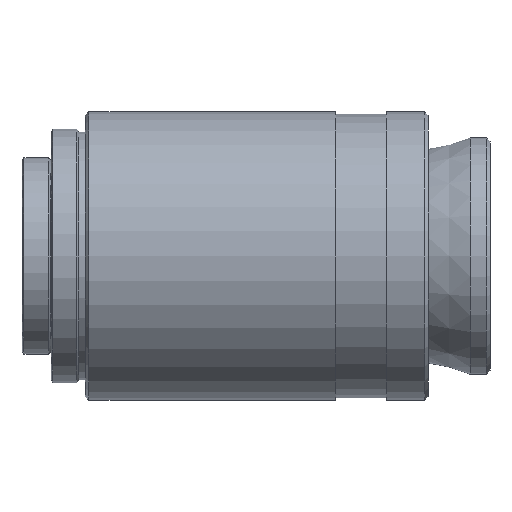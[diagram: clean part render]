
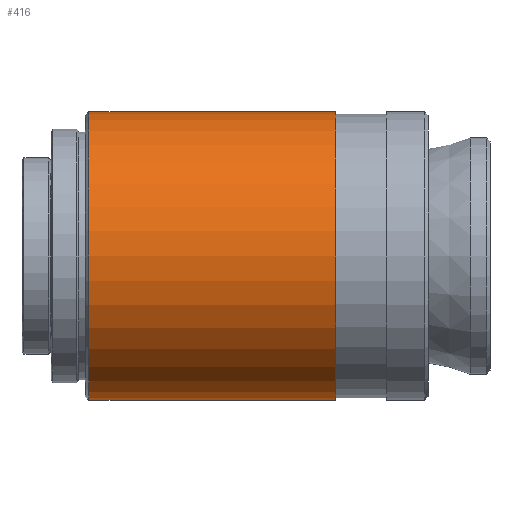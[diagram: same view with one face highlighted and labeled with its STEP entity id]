
A CAD part, front view. The second image highlights one B-rep face of the part: STEP entity #416.
In plain terms, the highlighted cylindrical face has radius 20.32 mm (diameter 40.64 mm), a full revolution.
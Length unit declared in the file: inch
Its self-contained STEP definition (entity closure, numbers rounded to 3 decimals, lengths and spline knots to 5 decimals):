
#316=CARTESIAN_POINT('',(0.02,0.8,0.));
#317=VERTEX_POINT('',#316);
#318=CARTESIAN_POINT('',(0.02,0.0,0.0));
#319=DIRECTION('',(-1.0,0.0,0.0));
#320=DIRECTION('',(0.0,-1.0,0.0));
#321=AXIS2_PLACEMENT_3D('',#318,#319,#320);
#322=CIRCLE('',#321,0.8);
#323=EDGE_CURVE('',#317,#317,#322,.T.);
#348=CARTESIAN_POINT('',(0.69369,0.0,0.0));
#349=DIRECTION('',(1.0,0.0,0.0));
#350=DIRECTION('',(0.0,1.0,0.0));
#351=AXIS2_PLACEMENT_3D('',#348,#349,#350);
#352=CYLINDRICAL_SURFACE('',#351,0.8);
#353=CARTESIAN_POINT('',(1.38737,0.8,0.0));
#354=VERTEX_POINT('',#353);
#355=CARTESIAN_POINT('',(1.38737,0.0,0.0));
#356=DIRECTION('',(1.0,0.0,0.0));
#357=DIRECTION('',(0.0,1.0,0.0));
#358=AXIS2_PLACEMENT_3D('',#355,#356,#357);
#359=CIRCLE('',#358,0.8);
#360=EDGE_CURVE('',#354,#354,#359,.T.);
#361=ORIENTED_EDGE('',*,*,#360,.F.);
#362=EDGE_LOOP('',(#361));
#363=FACE_OUTER_BOUND('',#362,.T.);
#364=CARTESIAN_POINT('',(0.085,0.8,0.0));
#365=VERTEX_POINT('',#364);
#366=CARTESIAN_POINT('',(0.215,0.8,0.0));
#367=VERTEX_POINT('',#366);
#368=CARTESIAN_POINT('',(0.085,0.8,0.));
#369=CARTESIAN_POINT('',(0.085,0.8,-0.00817));
#370=CARTESIAN_POINT('',(0.08663,0.79986,-0.01687));
#371=CARTESIAN_POINT('',(0.09327,0.79936,-0.03289));
#372=CARTESIAN_POINT('',(0.09827,0.79901,-0.04019));
#373=CARTESIAN_POINT('',(0.10981,0.79835,-0.05173));
#374=CARTESIAN_POINT('',(0.11711,0.79799,-0.05673));
#375=CARTESIAN_POINT('',(0.13313,0.79749,-0.06337));
#376=CARTESIAN_POINT('',(0.14183,0.79736,-0.065));
#377=CARTESIAN_POINT('',(0.15817,0.79736,-0.065));
#378=CARTESIAN_POINT('',(0.16687,0.79749,-0.06337));
#379=CARTESIAN_POINT('',(0.18289,0.79799,-0.05673));
#380=CARTESIAN_POINT('',(0.19019,0.79835,-0.05173));
#381=CARTESIAN_POINT('',(0.20173,0.79901,-0.04019));
#382=CARTESIAN_POINT('',(0.20673,0.79936,-0.03289));
#383=CARTESIAN_POINT('',(0.21337,0.79986,-0.01687));
#384=CARTESIAN_POINT('',(0.215,0.8,-0.00817));
#385=CARTESIAN_POINT('',(0.215,0.8,0.));
#386=B_SPLINE_CURVE_WITH_KNOTS('',3,(#368,#369,#370,#371,#372,#373,#374,#375,#376,#377,#378,#379,#380,#381,#382,#383,#384,#385),.UNSPECIFIED.,.F.,.U.,(4,2,2,2,2,2,2,2,4),(0.24888,0.3111,0.37332,0.43554,0.49776,0.55998,0.6222,0.68442,0.74664),.UNSPECIFIED.);
#387=EDGE_CURVE('',#365,#367,#386,.T.);
#388=ORIENTED_EDGE('',*,*,#387,.T.);
#389=CARTESIAN_POINT('',(0.215,0.8,0.));
#390=CARTESIAN_POINT('',(0.215,0.8,0.00817));
#391=CARTESIAN_POINT('',(0.21337,0.79986,0.01687));
#392=CARTESIAN_POINT('',(0.20673,0.79936,0.03289));
#393=CARTESIAN_POINT('',(0.20173,0.79901,0.04019));
#394=CARTESIAN_POINT('',(0.19019,0.79835,0.05173));
#395=CARTESIAN_POINT('',(0.18289,0.79799,0.05673));
#396=CARTESIAN_POINT('',(0.16687,0.79749,0.06337));
#397=CARTESIAN_POINT('',(0.15817,0.79736,0.065));
#398=CARTESIAN_POINT('',(0.15,0.79736,0.065));
#399=CARTESIAN_POINT('',(0.14183,0.79736,0.065));
#400=CARTESIAN_POINT('',(0.13313,0.79749,0.06337));
#401=CARTESIAN_POINT('',(0.11711,0.79799,0.05673));
#402=CARTESIAN_POINT('',(0.10981,0.79835,0.05173));
#403=CARTESIAN_POINT('',(0.09827,0.79901,0.04019));
#404=CARTESIAN_POINT('',(0.09327,0.79936,0.03289));
#405=CARTESIAN_POINT('',(0.08663,0.79986,0.01687));
#406=CARTESIAN_POINT('',(0.085,0.8,0.00817));
#407=CARTESIAN_POINT('',(0.085,0.8,0.));
#408=B_SPLINE_CURVE_WITH_KNOTS('',3,(#389,#390,#391,#392,#393,#394,#395,#396,#397,#398,#399,#400,#401,#402,#403,#404,#405,#406,#407),.UNSPECIFIED.,.F.,.U.,(4,2,2,2,3,2,2,2,4),(0.74664,0.80887,0.87109,0.93331,0.99553,1.05775,1.11997,1.18219,1.24441),.UNSPECIFIED.);
#409=EDGE_CURVE('',#367,#365,#408,.T.);
#410=ORIENTED_EDGE('',*,*,#409,.T.);
#411=EDGE_LOOP('',(#388,#410));
#412=FACE_BOUND('',#411,.T.);
#413=ORIENTED_EDGE('',*,*,#323,.F.);
#414=EDGE_LOOP('',(#413));
#415=FACE_BOUND('',#414,.T.);
#416=ADVANCED_FACE('',(#363,#412,#415),#352,.T.);
